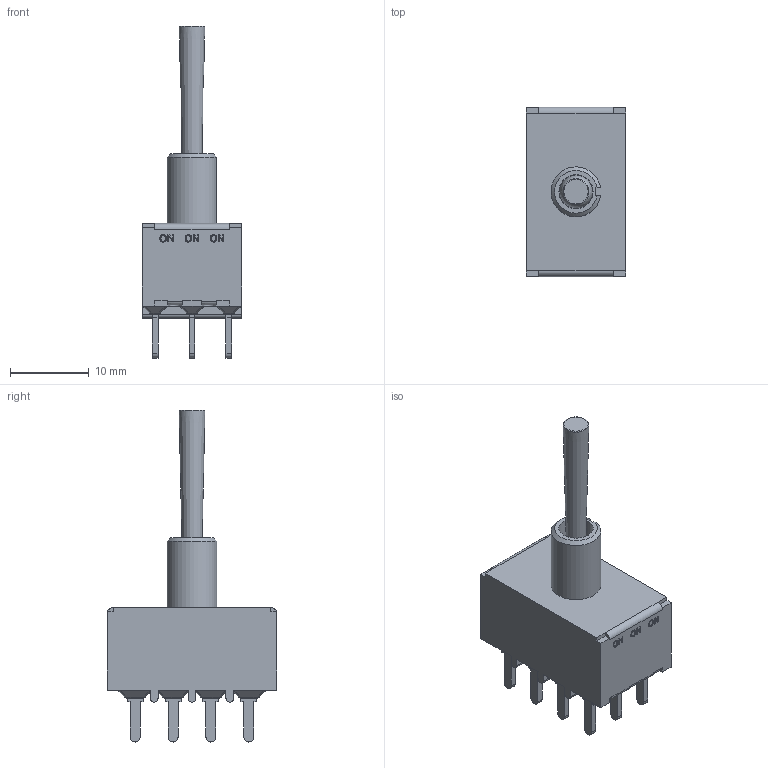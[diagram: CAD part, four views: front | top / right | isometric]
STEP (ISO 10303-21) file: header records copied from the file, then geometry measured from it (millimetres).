
FILE_DESCRIPTION(/* description */ (''),/* implementation_level */ '2;1');
FILE_NAME(/* name */ '1004P6T4B1M2xE.stp',/* time_stamp */ '2025-11-26T11:24:09-06:00',/* author */ ('mwilliams'),/* organization */ (''),/* preprocessor_version */ 'ST-DEVELOPER v18.1',/* originating_system */ 'Autodesk Inventor 2022',/* authorisation */ '');
FILE_SCHEMA (('AUTOMOTIVE_DESIGN { 1 0 10303 214 3 1 1 }'));
Length unit declared in the file: inch
Products named in the file (1): T146012_Simplify_1
Bounding box: 12.7 x 21.59 x 42.29 mm (x, y, z)
Volume: 3391.4 mm3; surface area: 2216.1 mm2
Topology: 2 solids, 2 shells, 527 faces, 1376 edges, 829 vertices
Faces by surface type: plane 316, cylinder 123, sphere 49, bspline 36, cone 2, torus 1
Full cylindrical faces by diameter (mm): 4.35 x1
Entity records: 15754 total; most frequent: CARTESIAN_POINT 3156, ORIENTED_EDGE 2654, DIRECTION 2510, EDGE_CURVE 1327, LINE 980, VECTOR 980, VERTEX_POINT 829, AXIS2_PLACEMENT_3D 765
